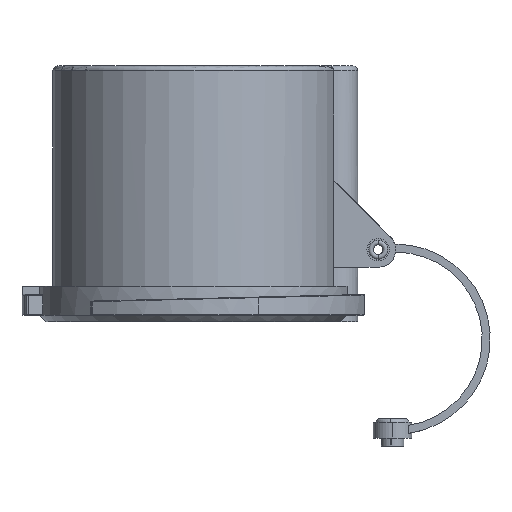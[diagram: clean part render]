
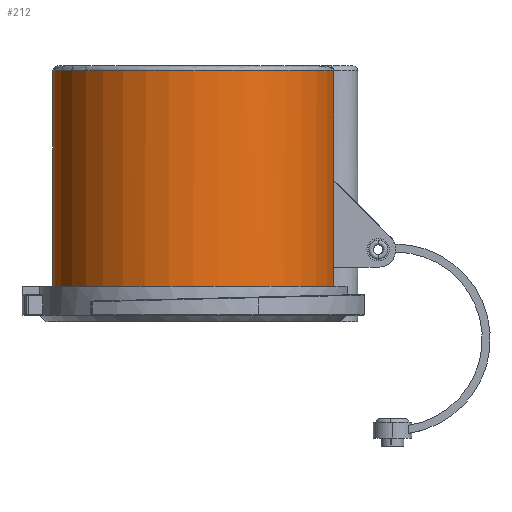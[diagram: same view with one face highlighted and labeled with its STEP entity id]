
A CAD part, left-side view. The second image highlights one B-rep face of the part: STEP entity #212.
In plain terms, the highlighted cylindrical face has radius 44.3 mm (diameter 88.6 mm), a partial arc.
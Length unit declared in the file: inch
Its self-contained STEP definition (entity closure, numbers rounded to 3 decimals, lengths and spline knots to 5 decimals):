
#64 = CIRCLE ( 'NONE', #631, 1.74409 ) ;
#136 = EDGE_CURVE ( 'NONE', #1736, #1900, #279, .T. ) ;
#212 = ADVANCED_FACE ( 'NONE', ( #1647 ), #5102, .T. ) ;
#272 = DIRECTION ( 'NONE',  ( 0., 1., 0. ) ) ;
#279 = LINE ( 'NONE', #1491, #4052 ) ;
#365 = ORIENTED_EDGE ( 'NONE', *, *, #3445, .F. ) ;
#412 = DIRECTION ( 'NONE',  ( 0., 0., -1. ) ) ;
#465 = LINE ( 'NONE', #2766, #3868 ) ;
#554 = CIRCLE ( 'NONE', #3779, 1.74409 ) ;
#631 = AXIS2_PLACEMENT_3D ( 'NONE', #923, #2930, #969 ) ;
#688 = EDGE_LOOP ( 'NONE', ( #2167, #3919, #3401, #365, #2496, #3616, #3358, #2182, #1106, #1053 ) ) ;
#859 = CARTESIAN_POINT ( 'NONE',  ( -0.31441, -1.71552, 0. ) ) ;
#867 = CARTESIAN_POINT ( 'NONE',  ( -0.33465, -1.71169, 1.74415 ) ) ;
#898 = VERTEX_POINT ( 'NONE', #1698 ) ;
#923 = CARTESIAN_POINT ( 'NONE',  ( 0., 0., 0.43307 ) ) ;
#931 = DIRECTION ( 'NONE',  ( 0., 0., 1. ) ) ;
#969 = DIRECTION ( 'NONE',  ( 0.18, -0.984, 0. ) ) ;
#1053 = ORIENTED_EDGE ( 'NONE', *, *, #2636, .F. ) ;
#1099 = CARTESIAN_POINT ( 'NONE',  ( -0.33465, -1.71169, 0. ) ) ;
#1102 = VERTEX_POINT ( 'NONE', #3325 ) ;
#1106 = ORIENTED_EDGE ( 'NONE', *, *, #4237, .T. ) ;
#1206 = AXIS2_PLACEMENT_3D ( 'NONE', #3550, #412, #2797 ) ;
#1231 = EDGE_CURVE ( 'NONE', #1102, #4711, #2861, .T. ) ;
#1257 = CARTESIAN_POINT ( 'NONE',  ( -0.32791, -1.71301, 1.74283 ) ) ;
#1258 = DIRECTION ( 'NONE',  ( 0., 0., -1. ) ) ;
#1491 = CARTESIAN_POINT ( 'NONE',  ( -0.33465, -1.71169, 0. ) ) ;
#1642 = DIRECTION ( 'NONE',  ( 0., 0., 1. ) ) ;
#1647 = FACE_OUTER_BOUND ( 'NONE', #688, .T. ) ;
#1698 = CARTESIAN_POINT ( 'NONE',  ( -0.33465, -1.71169, 0.66929 ) ) ;
#1736 = VERTEX_POINT ( 'NONE', #3396 ) ;
#1787 = LINE ( 'NONE', #3434, #2151 ) ;
#1900 = VERTEX_POINT ( 'NONE', #1099 ) ;
#1992 = EDGE_CURVE ( 'NONE', #2213, #2359, #2803, .T. ) ;
#2030 = EDGE_CURVE ( 'NONE', #898, #2213, #465, .T. ) ;
#2151 = VECTOR ( 'NONE', #4207, 39.37008 ) ;
#2167 = ORIENTED_EDGE ( 'NONE', *, *, #2819, .F. ) ;
#2182 = ORIENTED_EDGE ( 'NONE', *, *, #1992, .T. ) ;
#2213 = VERTEX_POINT ( 'NONE', #5054 ) ;
#2240 = DIRECTION ( 'NONE',  ( 0., 0., 1. ) ) ;
#2359 = VERTEX_POINT ( 'NONE', #4740 ) ;
#2427 = CARTESIAN_POINT ( 'NONE',  ( -0.32116, -1.71428, 1.74155 ) ) ;
#2479 = CARTESIAN_POINT ( 'NONE',  ( 0., 0., 0.66929 ) ) ;
#2496 = ORIENTED_EDGE ( 'NONE', *, *, #1231, .T. ) ;
#2586 = CARTESIAN_POINT ( 'NONE',  ( -0.31441, -1.71552, 0.66929 ) ) ;
#2628 = CARTESIAN_POINT ( 'NONE',  ( 0., 0., 3.09055 ) ) ;
#2636 = EDGE_CURVE ( 'NONE', #5115, #4297, #3077, .T. ) ;
#2766 = CARTESIAN_POINT ( 'NONE',  ( -0.33465, -1.71169, 0. ) ) ;
#2797 = DIRECTION ( 'NONE',  ( 0.18, 0.984, 0. ) ) ;
#2803 =( BOUNDED_CURVE ( )  B_SPLINE_CURVE ( 3, ( #867, #1257, #2427, #2849 ),
 .UNSPECIFIED., .F., .T. ) 
 B_SPLINE_CURVE_WITH_KNOTS ( ( 4, 4 ),
 ( 6.09011, 6.10193 ),
 .UNSPECIFIED. ) 
 CURVE ( )  GEOMETRIC_REPRESENTATION_ITEM ( )  RATIONAL_B_SPLINE_CURVE ( ( 1., 1., 1., 1. ) ) 
 REPRESENTATION_ITEM ( '' )  );
#2819 = EDGE_CURVE ( 'NONE', #2942, #5115, #1787, .T. ) ;
#2847 = CARTESIAN_POINT ( 'NONE',  ( 0., 1.74409, 3.09055 ) ) ;
#2849 = CARTESIAN_POINT ( 'NONE',  ( -0.31441, -1.71552, 1.74031 ) ) ;
#2861 = LINE ( 'NONE', #3258, #4778 ) ;
#2930 = DIRECTION ( 'NONE',  ( 0., 0., 1. ) ) ;
#2942 = VERTEX_POINT ( 'NONE', #3821 ) ;
#3039 = EDGE_CURVE ( 'NONE', #4711, #898, #554, .T. ) ;
#3077 = CIRCLE ( 'NONE', #4477, 1.74409 ) ;
#3181 = CARTESIAN_POINT ( 'NONE',  ( 0., 0., 0. ) ) ;
#3246 = DIRECTION ( 'NONE',  ( 0.18, -0.984, 0. ) ) ;
#3258 = CARTESIAN_POINT ( 'NONE',  ( -0.31441, -1.71552, 0. ) ) ;
#3325 = CARTESIAN_POINT ( 'NONE',  ( -0.31441, -1.71552, 0. ) ) ;
#3358 = ORIENTED_EDGE ( 'NONE', *, *, #2030, .T. ) ;
#3396 = CARTESIAN_POINT ( 'NONE',  ( -0.33465, -1.71169, 0.43307 ) ) ;
#3401 = ORIENTED_EDGE ( 'NONE', *, *, #136, .T. ) ;
#3434 = CARTESIAN_POINT ( 'NONE',  ( 0., 1.74409, 0. ) ) ;
#3445 = EDGE_CURVE ( 'NONE', #1102, #1900, #4035, .T. ) ;
#3550 = CARTESIAN_POINT ( 'NONE',  ( 0., 0., 0. ) ) ;
#3616 = ORIENTED_EDGE ( 'NONE', *, *, #3039, .T. ) ;
#3779 = AXIS2_PLACEMENT_3D ( 'NONE', #2479, #1258, #3246 ) ;
#3821 = CARTESIAN_POINT ( 'NONE',  ( 0., 1.74409, 0.43307 ) ) ;
#3868 = VECTOR ( 'NONE', #4350, 39.37008 ) ;
#3919 = ORIENTED_EDGE ( 'NONE', *, *, #4584, .T. ) ;
#3981 = DIRECTION ( 'NONE',  ( 0., 0., 1. ) ) ;
#4035 = CIRCLE ( 'NONE', #1206, 1.74409 ) ;
#4052 = VECTOR ( 'NONE', #4188, 39.37008 ) ;
#4093 = AXIS2_PLACEMENT_3D ( 'NONE', #3181, #3981, #4794 ) ;
#4176 = CARTESIAN_POINT ( 'NONE',  ( -0.31441, -1.71552, 3.09055 ) ) ;
#4188 = DIRECTION ( 'NONE',  ( 0., 0., -1. ) ) ;
#4207 = DIRECTION ( 'NONE',  ( 0., 0., 1. ) ) ;
#4237 = EDGE_CURVE ( 'NONE', #2359, #4297, #4502, .T. ) ;
#4297 = VERTEX_POINT ( 'NONE', #4176 ) ;
#4319 = VECTOR ( 'NONE', #931, 39.37008 ) ;
#4350 = DIRECTION ( 'NONE',  ( 0., 0., 1. ) ) ;
#4477 = AXIS2_PLACEMENT_3D ( 'NONE', #2628, #2240, #272 ) ;
#4502 = LINE ( 'NONE', #859, #4319 ) ;
#4584 = EDGE_CURVE ( 'NONE', #2942, #1736, #64, .T. ) ;
#4711 = VERTEX_POINT ( 'NONE', #2586 ) ;
#4740 = CARTESIAN_POINT ( 'NONE',  ( -0.31441, -1.71552, 1.74031 ) ) ;
#4778 = VECTOR ( 'NONE', #1642, 39.37008 ) ;
#4794 = DIRECTION ( 'NONE',  ( 0., 1., 0. ) ) ;
#5054 = CARTESIAN_POINT ( 'NONE',  ( -0.33465, -1.71169, 1.74415 ) ) ;
#5102 = CYLINDRICAL_SURFACE ( 'NONE', #4093, 1.74409 ) ;
#5115 = VERTEX_POINT ( 'NONE', #2847 ) ;
